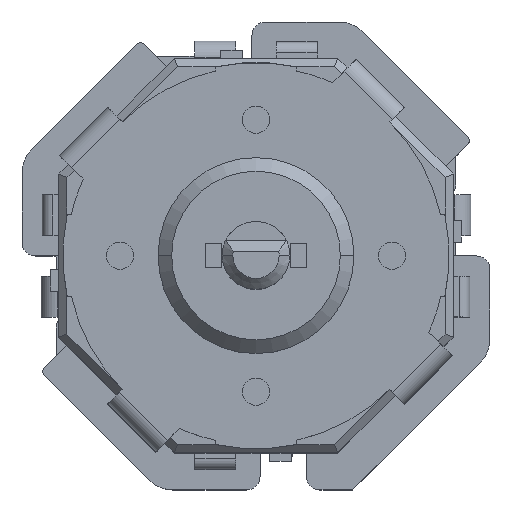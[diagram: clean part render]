
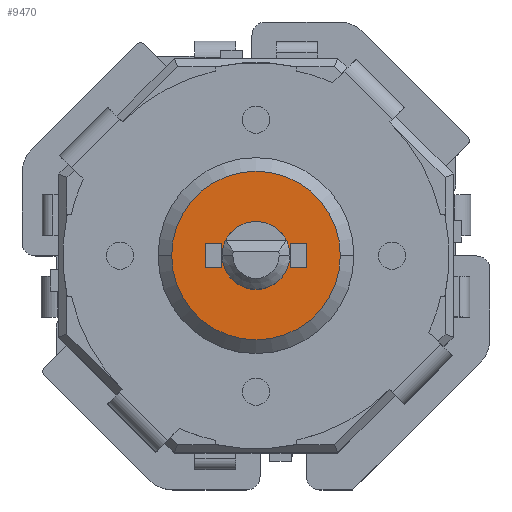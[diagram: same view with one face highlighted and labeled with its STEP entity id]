
A CAD part, top view. The second image highlights one B-rep face of the part: STEP entity #9470.
In plain terms, the highlighted planar face has unit normal (0, 0, 1).
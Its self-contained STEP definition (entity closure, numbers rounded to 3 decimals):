
#217 = CARTESIAN_POINT ( 'NONE',  ( 1.25, -0.451, 10.5 ) ) ;
#556 = CARTESIAN_POINT ( 'NONE',  ( 1.859, -0.451, 10.5 ) ) ;
#970 = EDGE_LOOP ( 'NONE', ( #5147, #10503 ) ) ;
#1101 = FACE_BOUND ( 'NONE', #17245, .T. ) ;
#1144 = DIRECTION ( 'NONE',  ( 1., 0., 0. ) ) ;
#1277 = LINE ( 'NONE', #10995, #8578 ) ;
#1372 = DIRECTION ( 'NONE',  ( 0., 0., 1. ) ) ;
#1453 = EDGE_LOOP ( 'NONE', ( #15899, #2696 ) ) ;
#1580 = VERTEX_POINT ( 'NONE', #15347 ) ;
#1764 = VERTEX_POINT ( 'NONE', #10044 ) ;
#1939 = CARTESIAN_POINT ( 'NONE',  ( -1.25, -0.451, 10.5 ) ) ;
#2221 = CARTESIAN_POINT ( 'NONE',  ( -1.745, -1.745, 10.5 ) ) ;
#2534 = VECTOR ( 'NONE', #7330, 1000. ) ;
#2570 = EDGE_CURVE ( 'NONE', #17201, #9300, #13853, .T. ) ;
#2696 = ORIENTED_EDGE ( 'NONE', *, *, #2849, .F. ) ;
#2849 = EDGE_CURVE ( 'NONE', #12338, #1764, #7662, .T. ) ;
#3056 = EDGE_CURVE ( 'NONE', #13252, #13824, #5136, .T. ) ;
#3170 = EDGE_CURVE ( 'NONE', #1764, #12338, #11762, .T. ) ;
#3356 = EDGE_CURVE ( 'NONE', #14551, #16007, #12126, .T. ) ;
#3357 = FACE_OUTER_BOUND ( 'NONE', #970, .T. ) ;
#3527 = DIRECTION ( 'NONE',  ( 1., 0., 0. ) ) ;
#3584 = VERTEX_POINT ( 'NONE', #14600 ) ;
#4057 = ORIENTED_EDGE ( 'NONE', *, *, #4926, .F. ) ;
#4125 = LINE ( 'NONE', #13842, #10840 ) ;
#4151 = VECTOR ( 'NONE', #8090, 1000. ) ;
#4195 = CARTESIAN_POINT ( 'NONE',  ( -1.859, 0.451, 10.5 ) ) ;
#4391 = ORIENTED_EDGE ( 'NONE', *, *, #11138, .F. ) ;
#4476 = DIRECTION ( 'NONE',  ( 0., -1., 0. ) ) ;
#4576 = CARTESIAN_POINT ( 'NONE',  ( 0., 0., 10.5 ) ) ;
#4590 = AXIS2_PLACEMENT_3D ( 'NONE', #6454, #16213, #8680 ) ;
#4639 = CARTESIAN_POINT ( 'NONE',  ( 1.25, 0.451, 10.5 ) ) ;
#4784 = EDGE_CURVE ( 'NONE', #9300, #17201, #13108, .T. ) ;
#4926 = EDGE_CURVE ( 'NONE', #16007, #13252, #5901, .T. ) ;
#5136 = LINE ( 'NONE', #14861, #2534 ) ;
#5147 = ORIENTED_EDGE ( 'NONE', *, *, #2570, .T. ) ;
#5231 = CARTESIAN_POINT ( 'NONE',  ( -1.859, 0.451, 10.5 ) ) ;
#5574 = FACE_BOUND ( 'NONE', #1453, .T. ) ;
#5901 = LINE ( 'NONE', #15634, #4151 ) ;
#6113 = VERTEX_POINT ( 'NONE', #14332 ) ;
#6350 = DIRECTION ( 'NONE',  ( -1., 0., 0. ) ) ;
#6454 = CARTESIAN_POINT ( 'NONE',  ( 0., 0., 10.5 ) ) ;
#6777 = DIRECTION ( 'NONE',  ( -1., 0., 0. ) ) ;
#6797 = EDGE_CURVE ( 'NONE', #3584, #6113, #11682, .T. ) ;
#6921 = AXIS2_PLACEMENT_3D ( 'NONE', #2221, #11972, #4476 ) ;
#7330 = DIRECTION ( 'NONE',  ( 0., 1., 0. ) ) ;
#7360 = LINE ( 'NONE', #17151, #15939 ) ;
#7545 = ORIENTED_EDGE ( 'NONE', *, *, #6797, .F. ) ;
#7662 = CIRCLE ( 'NONE', #4590, 1. ) ;
#8090 = DIRECTION ( 'NONE',  ( 1., 0., 0. ) ) ;
#8578 = VECTOR ( 'NONE', #3527, 1000. ) ;
#8668 = DIRECTION ( 'NONE',  ( 0., 0., 1. ) ) ;
#8679 = AXIS2_PLACEMENT_3D ( 'NONE', #4576, #14292, #6777 ) ;
#8680 = DIRECTION ( 'NONE',  ( -1., 0., 0. ) ) ;
#8862 = ORIENTED_EDGE ( 'NONE', *, *, #9242, .F. ) ;
#8881 = CARTESIAN_POINT ( 'NONE',  ( 0., 0., 10.5 ) ) ;
#8927 = EDGE_CURVE ( 'NONE', #1580, #12686, #1277, .T. ) ;
#9242 = EDGE_CURVE ( 'NONE', #13824, #14551, #4125, .T. ) ;
#9300 = VERTEX_POINT ( 'NONE', #10502 ) ;
#9470 = ADVANCED_FACE ( 'NONE', ( #16156, #1101, #3357, #5574 ), #9686, .F. ) ;
#9556 = DIRECTION ( 'NONE',  ( 0., 1., 0. ) ) ;
#9686 = PLANE ( 'NONE',  #6921 ) ;
#10044 = CARTESIAN_POINT ( 'NONE',  ( -1., 0., 10.5 ) ) ;
#10502 = CARTESIAN_POINT ( 'NONE',  ( -3.1, 0., 10.5 ) ) ;
#10503 = ORIENTED_EDGE ( 'NONE', *, *, #4784, .T. ) ;
#10601 = CARTESIAN_POINT ( 'NONE',  ( 1.25, 0.451, 10.5 ) ) ;
#10749 = AXIS2_PLACEMENT_3D ( 'NONE', #8881, #1372, #11089 ) ;
#10755 = EDGE_CURVE ( 'NONE', #12686, #3584, #7360, .T. ) ;
#10791 = VECTOR ( 'NONE', #14355, 1000. ) ;
#10840 = VECTOR ( 'NONE', #6350, 1000. ) ;
#10995 = CARTESIAN_POINT ( 'NONE',  ( -1.859, -0.451, 10.5 ) ) ;
#11089 = DIRECTION ( 'NONE',  ( 1., 0., 0. ) ) ;
#11138 = EDGE_CURVE ( 'NONE', #6113, #1580, #12717, .T. ) ;
#11222 = EDGE_LOOP ( 'NONE', ( #7545, #15364, #13052, #4391 ) ) ;
#11441 = ORIENTED_EDGE ( 'NONE', *, *, #3356, .F. ) ;
#11682 = LINE ( 'NONE', #4195, #13635 ) ;
#11686 = CARTESIAN_POINT ( 'NONE',  ( 1.859, 0.451, 10.5 ) ) ;
#11745 = CARTESIAN_POINT ( 'NONE',  ( 1., 0., 10.5 ) ) ;
#11762 = CIRCLE ( 'NONE', #8679, 1. ) ;
#11972 = DIRECTION ( 'NONE',  ( 0., 0., -1. ) ) ;
#12126 = LINE ( 'NONE', #4639, #10791 ) ;
#12338 = VERTEX_POINT ( 'NONE', #11745 ) ;
#12686 = VERTEX_POINT ( 'NONE', #1939 ) ;
#12717 = LINE ( 'NONE', #5231, #15164 ) ;
#13052 = ORIENTED_EDGE ( 'NONE', *, *, #8927, .F. ) ;
#13108 = CIRCLE ( 'NONE', #14710, 3.1 ) ;
#13252 = VERTEX_POINT ( 'NONE', #556 ) ;
#13382 = CARTESIAN_POINT ( 'NONE',  ( 3.1, 0., 10.5 ) ) ;
#13635 = VECTOR ( 'NONE', #13916, 1000. ) ;
#13824 = VERTEX_POINT ( 'NONE', #11686 ) ;
#13842 = CARTESIAN_POINT ( 'NONE',  ( 1.859, 0.451, 10.5 ) ) ;
#13853 = CIRCLE ( 'NONE', #10749, 3.1 ) ;
#13916 = DIRECTION ( 'NONE',  ( -1., 0., 0. ) ) ;
#14292 = DIRECTION ( 'NONE',  ( 0., 0., 1. ) ) ;
#14332 = CARTESIAN_POINT ( 'NONE',  ( -1.859, 0.451, 10.5 ) ) ;
#14355 = DIRECTION ( 'NONE',  ( 0., -1., 0. ) ) ;
#14551 = VERTEX_POINT ( 'NONE', #10601 ) ;
#14600 = CARTESIAN_POINT ( 'NONE',  ( -1.25, 0.451, 10.5 ) ) ;
#14710 = AXIS2_PLACEMENT_3D ( 'NONE', #16205, #8668, #1144 ) ;
#14861 = CARTESIAN_POINT ( 'NONE',  ( 1.859, 0.451, 10.5 ) ) ;
#14958 = DIRECTION ( 'NONE',  ( 0., -1., 0. ) ) ;
#15164 = VECTOR ( 'NONE', #14958, 1000. ) ;
#15347 = CARTESIAN_POINT ( 'NONE',  ( -1.859, -0.451, 10.5 ) ) ;
#15364 = ORIENTED_EDGE ( 'NONE', *, *, #10755, .F. ) ;
#15634 = CARTESIAN_POINT ( 'NONE',  ( 1.859, -0.451, 10.5 ) ) ;
#15899 = ORIENTED_EDGE ( 'NONE', *, *, #3170, .F. ) ;
#15939 = VECTOR ( 'NONE', #9556, 1000. ) ;
#16007 = VERTEX_POINT ( 'NONE', #217 ) ;
#16156 = FACE_BOUND ( 'NONE', #11222, .T. ) ;
#16205 = CARTESIAN_POINT ( 'NONE',  ( 0., 0., 10.5 ) ) ;
#16213 = DIRECTION ( 'NONE',  ( 0., 0., 1. ) ) ;
#17151 = CARTESIAN_POINT ( 'NONE',  ( -1.25, 0.451, 10.5 ) ) ;
#17196 = ORIENTED_EDGE ( 'NONE', *, *, #3056, .F. ) ;
#17201 = VERTEX_POINT ( 'NONE', #13382 ) ;
#17245 = EDGE_LOOP ( 'NONE', ( #8862, #17196, #4057, #11441 ) ) ;
